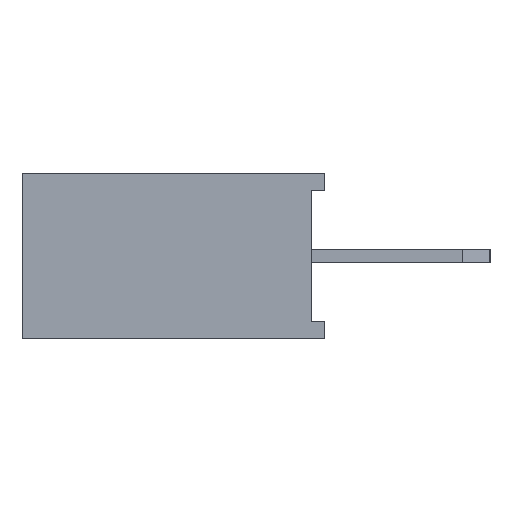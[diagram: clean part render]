
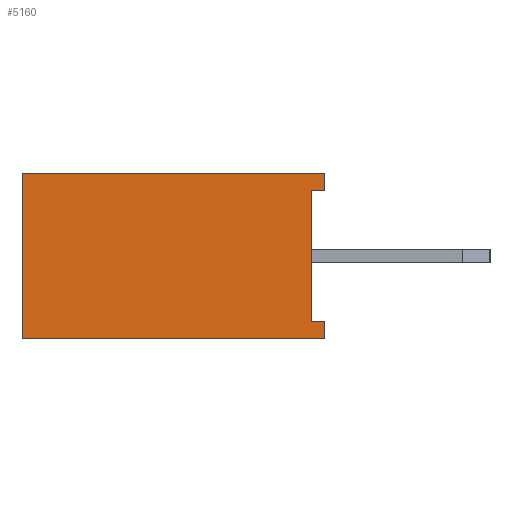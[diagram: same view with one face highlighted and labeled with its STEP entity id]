
A CAD part, left-side view. The second image highlights one B-rep face of the part: STEP entity #5160.
In plain terms, the highlighted planar face has unit normal (-1, 0, 0).
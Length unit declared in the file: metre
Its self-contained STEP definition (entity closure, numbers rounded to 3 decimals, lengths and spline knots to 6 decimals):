
#685=ORIENTED_EDGE('',*,*,#2040,.T.);
#686=ORIENTED_EDGE('',*,*,#2041,.T.);
#687=ORIENTED_EDGE('',*,*,#2042,.T.);
#688=ORIENTED_EDGE('',*,*,#2043,.T.);
#689=ORIENTED_EDGE('',*,*,#2044,.T.);
#690=ORIENTED_EDGE('',*,*,#2045,.T.);
#691=ORIENTED_EDGE('',*,*,#2046,.T.);
#692=ORIENTED_EDGE('',*,*,#2047,.T.);
#2040=EDGE_CURVE('',#2734,#2735,#3231,.T.);
#2041=EDGE_CURVE('',#2735,#2736,#3232,.T.);
#2042=EDGE_CURVE('',#2736,#2737,#3233,.T.);
#2043=EDGE_CURVE('',#2737,#2738,#3234,.T.);
#2044=EDGE_CURVE('',#2738,#2739,#3235,.T.);
#2045=EDGE_CURVE('',#2739,#2740,#3236,.T.);
#2046=EDGE_CURVE('',#2740,#2741,#3237,.T.);
#2047=EDGE_CURVE('',#2741,#2734,#3238,.T.);
#2734=VERTEX_POINT('',#7861);
#2735=VERTEX_POINT('',#7862);
#2736=VERTEX_POINT('',#7864);
#2737=VERTEX_POINT('',#7866);
#2738=VERTEX_POINT('',#7868);
#2739=VERTEX_POINT('',#7870);
#2740=VERTEX_POINT('',#7872);
#2741=VERTEX_POINT('',#7874);
#3231=LINE('',#7860,#3828);
#3232=LINE('',#7863,#3829);
#3233=LINE('',#7865,#3830);
#3234=LINE('',#7867,#3831);
#3235=LINE('',#7869,#3832);
#3236=LINE('',#7871,#3833);
#3237=LINE('',#7873,#3834);
#3238=LINE('',#7875,#3835);
#3828=VECTOR('',#6300,1.);
#3829=VECTOR('',#6301,1.);
#3830=VECTOR('',#6302,1.);
#3831=VECTOR('',#6303,1.);
#3832=VECTOR('',#6304,1.);
#3833=VECTOR('',#6305,1.);
#3834=VECTOR('',#6306,1.);
#3835=VECTOR('',#6307,1.);
#4367=EDGE_LOOP('',(#685,#686,#687,#688,#689,#690,#691,#692));
#4666=FACE_BOUND('',#4367,.T.);
#4930=PLANE('',#5570);
#5160=ADVANCED_FACE('',(#4666),#4930,.T.);
#5570=AXIS2_PLACEMENT_3D('',#7859,#6298,#6299);
#6298=DIRECTION('',(-1.,0.,0.));
#6299=DIRECTION('',(0.,0.,1.));
#6300=DIRECTION('',(0.,-1.,0.));
#6301=DIRECTION('',(0.,0.,1.));
#6302=DIRECTION('',(0.,1.,0.));
#6303=DIRECTION('',(0.,0.,1.));
#6304=DIRECTION('',(0.,-1.,0.));
#6305=DIRECTION('',(0.,0.,1.));
#6306=DIRECTION('',(0.,1.,0.));
#6307=DIRECTION('',(0.,0.,-1.));
#7859=CARTESIAN_POINT('',(-0.00125,0.,0.));
#7860=CARTESIAN_POINT('',(-0.00125,0.,-0.0012));
#7861=CARTESIAN_POINT('',(-0.00125,0.,-0.0012));
#7862=CARTESIAN_POINT('',(-0.00125,-0.0044,-0.0012));
#7863=CARTESIAN_POINT('',(-0.00125,-0.0044,-0.0012));
#7864=CARTESIAN_POINT('',(-0.00125,-0.0044,-0.00095));
#7865=CARTESIAN_POINT('',(-0.00125,-0.0044,-0.00095));
#7866=CARTESIAN_POINT('',(-0.00125,-0.0042,-0.00095));
#7867=CARTESIAN_POINT('',(-0.00125,-0.0042,-0.00095));
#7868=CARTESIAN_POINT('',(-0.00125,-0.0042,0.00095));
#7869=CARTESIAN_POINT('',(-0.00125,-0.0042,0.00095));
#7870=CARTESIAN_POINT('',(-0.00125,-0.0044,0.00095));
#7871=CARTESIAN_POINT('',(-0.00125,-0.0044,0.00095));
#7872=CARTESIAN_POINT('',(-0.00125,-0.0044,0.0012));
#7873=CARTESIAN_POINT('',(-0.00125,-0.0044,0.0012));
#7874=CARTESIAN_POINT('',(-0.00125,0.,0.0012));
#7875=CARTESIAN_POINT('',(-0.00125,0.,0.0012));
